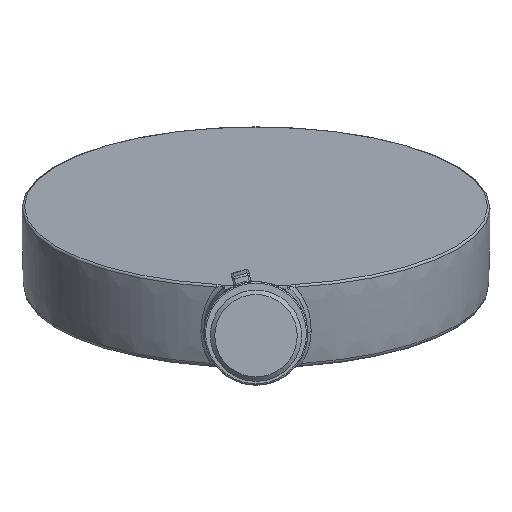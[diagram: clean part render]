
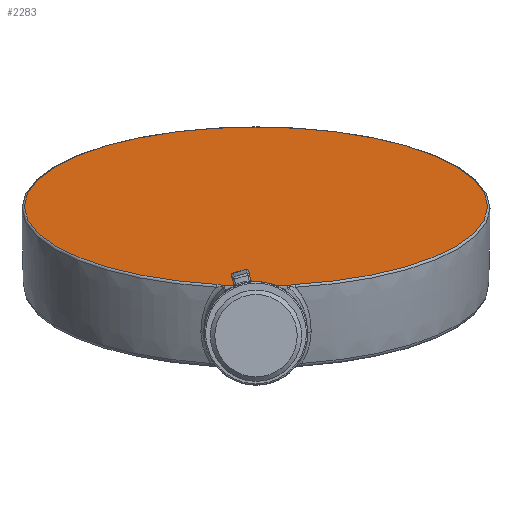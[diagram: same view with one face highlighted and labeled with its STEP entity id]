
A CAD part, front view. The second image highlights one B-rep face of the part: STEP entity #2283.
In plain terms, the highlighted planar face has unit normal (0, -0.342, 0.94).
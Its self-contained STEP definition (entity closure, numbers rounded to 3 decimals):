
#259 = CARTESIAN_POINT ( 'NONE',  ( 7.411, 119.214, 11.261 ) ) ;
#302 = EDGE_CURVE ( 'NONE', #1437, #4427, #1301, .T. ) ;
#303 = CARTESIAN_POINT ( 'NONE',  ( 8.799, 119.894, 11.509 ) ) ;
#389 = CIRCLE ( 'NONE', #1605, 52.5 ) ;
#441 = AXIS2_PLACEMENT_3D ( 'NONE', #3811, #3808, #3806 ) ;
#459 = CIRCLE ( 'NONE', #441, 52. ) ;
#478 = EDGE_CURVE ( 'NONE', #4373, #1942, #459, .T. ) ;
#533 = ORIENTED_EDGE ( 'NONE', *, *, #4235, .T. ) ;
#604 = EDGE_LOOP ( 'NONE', ( #1291, #533, #1567, #2181, #2589, #3374 ) ) ;
#690 = CARTESIAN_POINT ( 'NONE',  ( 7.808, 119.545, 11.382 ) ) ;
#771 = EDGE_CURVE ( 'NONE', #1840, #5121, #389, .T. ) ;
#1123 = CARTESIAN_POINT ( 'NONE',  ( 8.535, 119.852, 11.493 ) ) ;
#1272 = CARTESIAN_POINT ( 'NONE',  ( -2.41, 118.571, 11.027 ) ) ;
#1291 = ORIENTED_EDGE ( 'NONE', *, *, #771, .F. ) ;
#1301 = B_SPLINE_CURVE_WITH_KNOTS ( 'NONE', 3,
 ( #3886, #3890, #4588, #3884 ),
 .UNSPECIFIED., .F., .F.,
 ( 4, 4 ),
 ( 0.752, 0.762 ),
 .UNSPECIFIED. ) ;
#1437 = VERTEX_POINT ( 'NONE', #2889 ) ;
#1567 = ORIENTED_EDGE ( 'NONE', *, *, #478, .T. ) ;
#1603 = CARTESIAN_POINT ( 'NONE',  ( -7.41, 119.214, 11.261 ) ) ;
#1605 = AXIS2_PLACEMENT_3D ( 'NONE', #3662, #3651, #3646 ) ;
#1686 = CARTESIAN_POINT ( 'NONE',  ( 7.132, 119.178, 11.248 ) ) ;
#1840 = VERTEX_POINT ( 'NONE', #2563 ) ;
#1942 = VERTEX_POINT ( 'NONE', #2452 ) ;
#1986 = CARTESIAN_POINT ( 'NONE',  ( -7.41, 119.214, 11.261 ) ) ;
#1987 = CARTESIAN_POINT ( 'NONE',  ( -7.594, 119.4, 11.329 ) ) ;
#1991 = CARTESIAN_POINT ( 'NONE',  ( -7.808, 119.544, 11.382 ) ) ;
#1993 = CARTESIAN_POINT ( 'NONE',  ( -8.283, 119.773, 11.465 ) ) ;
#2029 = EDGE_CURVE ( 'NONE', #1942, #4427, #2659, .T. ) ;
#2181 = ORIENTED_EDGE ( 'NONE', *, *, #2029, .T. ) ;
#2277 = CARTESIAN_POINT ( 'NONE',  ( -8.799, 119.894, 11.509 ) ) ;
#2281 = CARTESIAN_POINT ( 'NONE',  ( -8.535, 119.852, 11.493 ) ) ;
#2283 = ADVANCED_FACE ( 'NONE', ( #4920 ), #3990, .F. ) ;
#2452 = CARTESIAN_POINT ( 'NONE',  ( -8.799, 119.894, 11.509 ) ) ;
#2519 = DIRECTION ( 'NONE',  ( 0., 0.94, 0.342 ) ) ;
#2563 = CARTESIAN_POINT ( 'NONE',  ( 7.411, 119.214, 11.261 ) ) ;
#2589 = ORIENTED_EDGE ( 'NONE', *, *, #302, .F. ) ;
#2642 = EDGE_CURVE ( 'NONE', #5121, #1437, #3714, .T. ) ;
#2659 = B_SPLINE_CURVE_WITH_KNOTS ( 'NONE', 3,
 ( #2277, #2281, #1993, #1991, #1987, #1986 ),
 .UNSPECIFIED., .F., .F.,
 ( 4, 2, 4 ),
 ( 0., 0.001, 0.002 ),
 .UNSPECIFIED. ) ;
#2734 = AXIS2_PLACEMENT_3D ( 'NONE', #4397, #4901, #2519 ) ;
#2889 = CARTESIAN_POINT ( 'NONE',  ( -7.132, 119.176, 11.248 ) ) ;
#3374 = ORIENTED_EDGE ( 'NONE', *, *, #2642, .F. ) ;
#3646 = DIRECTION ( 'NONE',  ( 0., 0.94, 0.342 ) ) ;
#3648 = CARTESIAN_POINT ( 'NONE',  ( 7.593, 119.399, 11.329 ) ) ;
#3651 = DIRECTION ( 'NONE',  ( 0., 0.342, -0.94 ) ) ;
#3662 = CARTESIAN_POINT ( 'NONE',  ( 0., 168.054, 29.038 ) ) ;
#3686 = CARTESIAN_POINT ( 'NONE',  ( 8.284, 119.773, 11.465 ) ) ;
#3714 = B_SPLINE_CURVE_WITH_KNOTS ( 'NONE', 3,
 ( #1686, #5281, #1272, #4213 ),
 .UNSPECIFIED., .F., .F.,
 ( 4, 4 ),
 ( 0.248, 0.752 ),
 .UNSPECIFIED. ) ;
#3806 = DIRECTION ( 'NONE',  ( 0., 0.94, 0.342 ) ) ;
#3808 = DIRECTION ( 'NONE',  ( 0., -0.342, 0.94 ) ) ;
#3811 = CARTESIAN_POINT ( 'NONE',  ( 0., 168.054, 29.038 ) ) ;
#3884 = CARTESIAN_POINT ( 'NONE',  ( -7.41, 119.214, 11.261 ) ) ;
#3886 = CARTESIAN_POINT ( 'NONE',  ( -7.132, 119.176, 11.248 ) ) ;
#3890 = CARTESIAN_POINT ( 'NONE',  ( -7.225, 119.188, 11.252 ) ) ;
#3987 = CARTESIAN_POINT ( 'NONE',  ( 7.132, 119.178, 11.248 ) ) ;
#3990 = PLANE ( 'NONE',  #2734 ) ;
#4091 = CARTESIAN_POINT ( 'NONE',  ( 8.799, 119.894, 11.509 ) ) ;
#4213 = CARTESIAN_POINT ( 'NONE',  ( -7.132, 119.176, 11.248 ) ) ;
#4235 = EDGE_CURVE ( 'NONE', #1840, #4373, #4501, .T. ) ;
#4373 = VERTEX_POINT ( 'NONE', #303 ) ;
#4397 = CARTESIAN_POINT ( 'NONE',  ( 0., 168.054, 29.038 ) ) ;
#4427 = VERTEX_POINT ( 'NONE', #1603 ) ;
#4501 = B_SPLINE_CURVE_WITH_KNOTS ( 'NONE', 3,
 ( #259, #3648, #690, #3686, #1123, #4091 ),
 .UNSPECIFIED., .F., .F.,
 ( 4, 2, 4 ),
 ( 0., 0.001, 0.002 ),
 .UNSPECIFIED. ) ;
#4588 = CARTESIAN_POINT ( 'NONE',  ( -7.318, 119.2, 11.256 ) ) ;
#4901 = DIRECTION ( 'NONE',  ( 0., 0.342, -0.94 ) ) ;
#4920 = FACE_OUTER_BOUND ( 'NONE', #604, .T. ) ;
#5121 = VERTEX_POINT ( 'NONE', #3987 ) ;
#5281 = CARTESIAN_POINT ( 'NONE',  ( 2.41, 118.571, 11.027 ) ) ;
